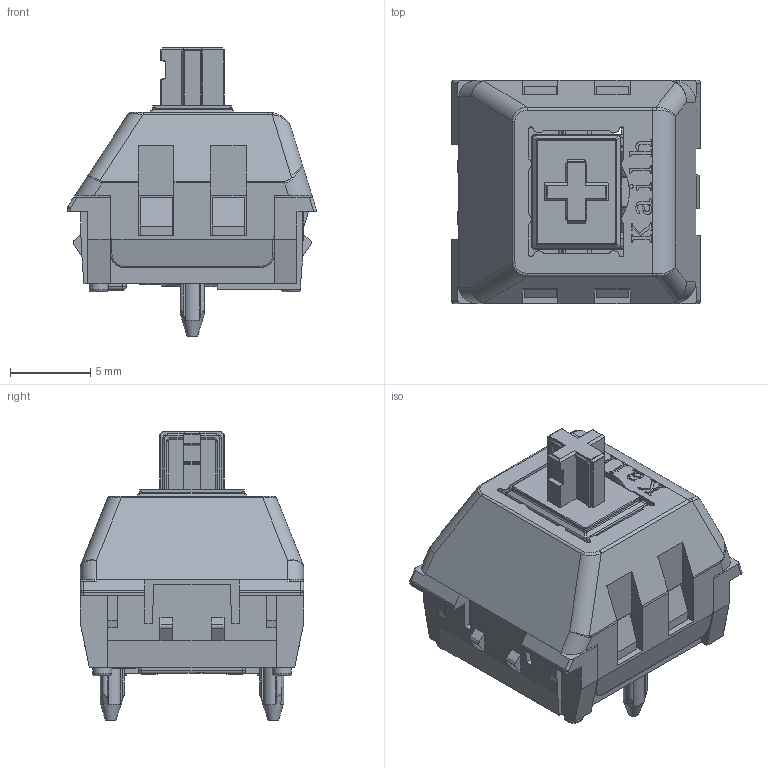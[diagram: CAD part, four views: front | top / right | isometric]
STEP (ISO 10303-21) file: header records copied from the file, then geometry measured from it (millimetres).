
FILE_DESCRIPTION(/* description */ (''),/* implementation_level */ '2;1');
FILE_NAME(/* name */ 'Kailh Polia.step',/* time_stamp */ '2024-08-19T19:27:14-05:00',/* author */ (''),/* organization */ (''),/* preprocessor_version */ 'ST-DEVELOPER v20',/* originating_system */ 'Autodesk Translation Framework v13.14.0.145',/* authorisation */ '');
FILE_SCHEMA (('AUTOMOTIVE_DESIGN { 1 0 10303 214 3 1 1 }'));
Length unit declared in the file: millimetre
Products named in the file (4): Kailh Polia_1; Housing; Stem; Lid
Assembly tree (3 placements, depth 2):
  Kailh Polia_1
    Housing
    Stem
    Lid
Bounding box: 15.6 x 13.95 x 18.05 mm (x, y, z)
Volume: 1220.8 mm3; surface area: 2774.6 mm2
Topology: 3 solids, 3 shells, 1517 faces, 3892 edges, 2392 vertices
Faces by surface type: plane 599, cylinder 502, bspline 229, sphere 94, torus 88, cone 5
Full cylindrical faces by diameter (mm): 1.2 x3, 1.5 x2, 1.95 x1, 2.1 x1, 3.2 x1, 4.05 x1
Entity records: 48456 total; most frequent: CARTESIAN_POINT 12252, ORIENTED_EDGE 7774, DIRECTION 7232, EDGE_CURVE 3887, AXIS2_PLACEMENT_3D 2443, VERTEX_POINT 2392, LINE 2346, VECTOR 2346
